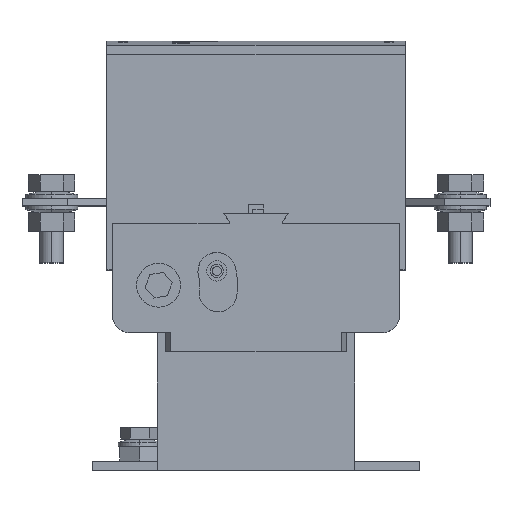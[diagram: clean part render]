
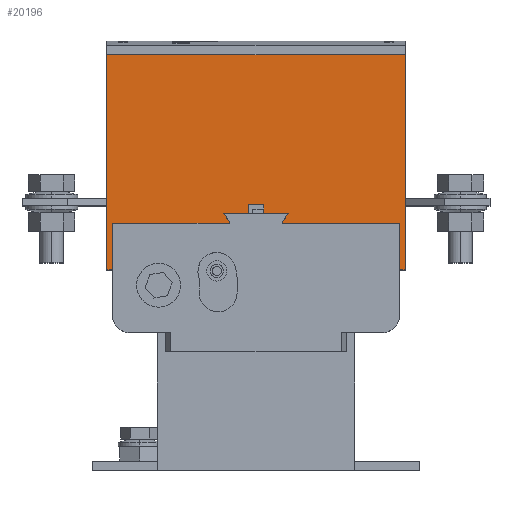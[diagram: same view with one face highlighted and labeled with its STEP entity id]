
A CAD part, top view. The second image highlights one B-rep face of the part: STEP entity #20196.
In plain terms, the highlighted planar face has unit normal (0, 0, 1).
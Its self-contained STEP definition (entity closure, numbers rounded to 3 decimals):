
#8 = CARTESIAN_POINT ( 'NONE',  ( 62.75, 0., 54.5 ) ) ;
#1166 = DIRECTION ( 'NONE',  ( 0., 1., 0. ) ) ;
#1198 = VERTEX_POINT ( 'NONE', #10034 ) ;
#1741 = DIRECTION ( 'NONE',  ( -1., 0., 0. ) ) ;
#2194 = CARTESIAN_POINT ( 'NONE',  ( 43.2, 32.4, 54.5 ) ) ;
#2772 = DIRECTION ( 'NONE',  ( 0., -1., 0. ) ) ;
#3045 = CARTESIAN_POINT ( 'NONE',  ( -43.2, 32.4, 54.5 ) ) ;
#3082 = LINE ( 'NONE', #20386, #46123 ) ;
#3155 = CARTESIAN_POINT ( 'NONE',  ( -60.5, 104., 54.5 ) ) ;
#3705 = DIRECTION ( 'NONE',  ( 0., 0., 1. ) ) ;
#4159 = DIRECTION ( 'NONE',  ( 1., 0., 0. ) ) ;
#4180 = LINE ( 'NONE', #3155, #23839 ) ;
#4738 = ORIENTED_EDGE ( 'NONE', *, *, #34511, .T. ) ;
#4764 = ORIENTED_EDGE ( 'NONE', *, *, #33269, .F. ) ;
#5832 = VERTEX_POINT ( 'NONE', #52137 ) ;
#6199 = VECTOR ( 'NONE', #37642, 1000. ) ;
#6383 = ORIENTED_EDGE ( 'NONE', *, *, #32654, .T. ) ;
#7083 = CARTESIAN_POINT ( 'NONE',  ( 13.5, 108., 54.5 ) ) ;
#7318 = DIRECTION ( 'NONE',  ( 0.6, 0.8, 0. ) ) ;
#7424 = DIRECTION ( 'NONE',  ( 1., 0., 0. ) ) ;
#7724 = LINE ( 'NONE', #25964, #39657 ) ;
#8978 = ORIENTED_EDGE ( 'NONE', *, *, #32866, .T. ) ;
#9076 = VERTEX_POINT ( 'NONE', #31388 ) ;
#9712 = CARTESIAN_POINT ( 'NONE',  ( 60.5, 84.5, 54.5 ) ) ;
#9777 = VERTEX_POINT ( 'NONE', #15443 ) ;
#9852 = CARTESIAN_POINT ( 'NONE',  ( -60.5, 84.5, 54.5 ) ) ;
#9858 = CARTESIAN_POINT ( 'NONE',  ( -60.5, 104., 54.5 ) ) ;
#10034 = CARTESIAN_POINT ( 'NONE',  ( -62.75, 175., 54.5 ) ) ;
#11392 = ORIENTED_EDGE ( 'NONE', *, *, #33050, .T. ) ;
#11640 = ORIENTED_EDGE ( 'NONE', *, *, #39791, .T. ) ;
#13931 = CARTESIAN_POINT ( 'NONE',  ( -62.75, 0., 54.5 ) ) ;
#15443 = CARTESIAN_POINT ( 'NONE',  ( 11.25, 105., 54.5 ) ) ;
#15674 = VECTOR ( 'NONE', #1741, 1000. ) ;
#16110 = CARTESIAN_POINT ( 'NONE',  ( -60.5, 104., 54.5 ) ) ;
#16244 = DIRECTION ( 'NONE',  ( 1., 0., 0. ) ) ;
#17030 = ORIENTED_EDGE ( 'NONE', *, *, #39615, .F. ) ;
#18127 = ORIENTED_EDGE ( 'NONE', *, *, #39714, .F. ) ;
#18165 = CARTESIAN_POINT ( 'NONE',  ( -11.25, 105., 54.5 ) ) ;
#18272 = VECTOR ( 'NONE', #42953, 1000. ) ;
#18466 = CARTESIAN_POINT ( 'NONE',  ( 0., 84.5, 54.5 ) ) ;
#18539 = CARTESIAN_POINT ( 'NONE',  ( -60.5, 104., 54.5 ) ) ;
#19527 = VECTOR ( 'NONE', #20189, 1000. ) ;
#20189 = DIRECTION ( 'NONE',  ( -1., 0., 0. ) ) ;
#20196 = ADVANCED_FACE ( 'NONE', ( #33878 ), #53666, .T. ) ;
#20386 = CARTESIAN_POINT ( 'NONE',  ( 0., 175., 54.5 ) ) ;
#20433 = CARTESIAN_POINT ( 'NONE',  ( 60.5, 104., 54.5 ) ) ;
#21625 = AXIS2_PLACEMENT_3D ( 'NONE', #49479, #3705, #32903 ) ;
#22958 = ORIENTED_EDGE ( 'NONE', *, *, #33530, .F. ) ;
#23839 = VECTOR ( 'NONE', #7424, 1000. ) ;
#23995 = LINE ( 'NONE', #29200, #44759 ) ;
#24191 = ORIENTED_EDGE ( 'NONE', *, *, #32501, .F. ) ;
#25053 = ORIENTED_EDGE ( 'NONE', *, *, #39929, .T. ) ;
#25225 = LINE ( 'NONE', #30421, #26535 ) ;
#25964 = CARTESIAN_POINT ( 'NONE',  ( -11.25, 0., 54.5 ) ) ;
#26016 = VERTEX_POINT ( 'NONE', #20433 ) ;
#26535 = VECTOR ( 'NONE', #1166, 1000. ) ;
#26666 = LINE ( 'NONE', #18466, #15674 ) ;
#27210 = LINE ( 'NONE', #3045, #35703 ) ;
#28711 = VERTEX_POINT ( 'NONE', #18539 ) ;
#29200 = CARTESIAN_POINT ( 'NONE',  ( 0., 108., 54.5 ) ) ;
#29218 = LINE ( 'NONE', #45028, #19527 ) ;
#29767 = ORIENTED_EDGE ( 'NONE', *, *, #34659, .T. ) ;
#29904 = VECTOR ( 'NONE', #51319, 1000. ) ;
#30421 = CARTESIAN_POINT ( 'NONE',  ( 11.25, 0., 54.5 ) ) ;
#30520 = VECTOR ( 'NONE', #39803, 1000. ) ;
#30883 = EDGE_LOOP ( 'NONE', ( #31306, #17030, #18127, #11640, #6383, #8978, #11392, #4764, #22958, #4738, #25053, #47807, #29767, #24191 ) ) ;
#31306 = ORIENTED_EDGE ( 'NONE', *, *, #39551, .F. ) ;
#31388 = CARTESIAN_POINT ( 'NONE',  ( -13.5, 108., 54.5 ) ) ;
#32501 = EDGE_CURVE ( 'NONE', #1198, #48019, #3082, .T. ) ;
#32654 = EDGE_CURVE ( 'NONE', #42864, #50773, #7724, .T. ) ;
#32866 = EDGE_CURVE ( 'NONE', #50773, #9076, #52642, .T. ) ;
#32903 = DIRECTION ( 'NONE',  ( 1., 0., 0. ) ) ;
#33050 = EDGE_CURVE ( 'NONE', #9076, #46776, #23995, .T. ) ;
#33269 = EDGE_CURVE ( 'NONE', #9777, #46776, #27210, .T. ) ;
#33530 = EDGE_CURVE ( 'NONE', #5832, #9777, #25225, .T. ) ;
#33793 = VERTEX_POINT ( 'NONE', #35232 ) ;
#33805 = VECTOR ( 'NONE', #45100, 1000. ) ;
#33878 = FACE_OUTER_BOUND ( 'NONE', #30883, .T. ) ;
#34451 = LINE ( 'NONE', #52739, #44187 ) ;
#34511 = EDGE_CURVE ( 'NONE', #5832, #26016, #4180, .T. ) ;
#34659 = EDGE_CURVE ( 'NONE', #33793, #48019, #38137, .T. ) ;
#35232 = CARTESIAN_POINT ( 'NONE',  ( 62.75, 84.5, 54.5 ) ) ;
#35703 = VECTOR ( 'NONE', #7318, 1000. ) ;
#36577 = VERTEX_POINT ( 'NONE', #39890 ) ;
#37293 = CARTESIAN_POINT ( 'NONE',  ( 62.75, 175., 54.5 ) ) ;
#37642 = DIRECTION ( 'NONE',  ( 0., 1., 0. ) ) ;
#38137 = LINE ( 'NONE', #8, #6199 ) ;
#38491 = VERTEX_POINT ( 'NONE', #9852 ) ;
#38614 = CARTESIAN_POINT ( 'NONE',  ( -11.25, 104., 54.5 ) ) ;
#39551 = EDGE_CURVE ( 'NONE', #36577, #1198, #40345, .T. ) ;
#39615 = EDGE_CURVE ( 'NONE', #38491, #36577, #26666, .T. ) ;
#39657 = VECTOR ( 'NONE', #46689, 1000. ) ;
#39714 = EDGE_CURVE ( 'NONE', #28711, #38491, #43566, .T. ) ;
#39791 = EDGE_CURVE ( 'NONE', #28711, #42864, #50736, .T. ) ;
#39803 = DIRECTION ( 'NONE',  ( -0.6, 0.8, 0. ) ) ;
#39890 = CARTESIAN_POINT ( 'NONE',  ( -62.75, 84.5, 54.5 ) ) ;
#39929 = EDGE_CURVE ( 'NONE', #26016, #43695, #34451, .T. ) ;
#40023 = EDGE_CURVE ( 'NONE', #33793, #43695, #29218, .T. ) ;
#40345 = LINE ( 'NONE', #13931, #18272 ) ;
#42864 = VERTEX_POINT ( 'NONE', #38614 ) ;
#42953 = DIRECTION ( 'NONE',  ( 0., 1., 0. ) ) ;
#43566 = LINE ( 'NONE', #16110, #33805 ) ;
#43695 = VERTEX_POINT ( 'NONE', #9712 ) ;
#44187 = VECTOR ( 'NONE', #2772, 1000. ) ;
#44759 = VECTOR ( 'NONE', #4159, 1000. ) ;
#45028 = CARTESIAN_POINT ( 'NONE',  ( 0., 84.5, 54.5 ) ) ;
#45100 = DIRECTION ( 'NONE',  ( 0., -1., 0. ) ) ;
#46123 = VECTOR ( 'NONE', #16244, 1000. ) ;
#46689 = DIRECTION ( 'NONE',  ( 0., 1., 0. ) ) ;
#46776 = VERTEX_POINT ( 'NONE', #7083 ) ;
#47807 = ORIENTED_EDGE ( 'NONE', *, *, #40023, .F. ) ;
#48019 = VERTEX_POINT ( 'NONE', #37293 ) ;
#49479 = CARTESIAN_POINT ( 'NONE',  ( 0., 0., 54.5 ) ) ;
#50736 = LINE ( 'NONE', #9858, #29904 ) ;
#50773 = VERTEX_POINT ( 'NONE', #18165 ) ;
#51319 = DIRECTION ( 'NONE',  ( 1., 0., 0. ) ) ;
#52137 = CARTESIAN_POINT ( 'NONE',  ( 11.25, 104., 54.5 ) ) ;
#52642 = LINE ( 'NONE', #2194, #30520 ) ;
#52739 = CARTESIAN_POINT ( 'NONE',  ( 60.5, 104., 54.5 ) ) ;
#53666 = PLANE ( 'NONE',  #21625 ) ;
